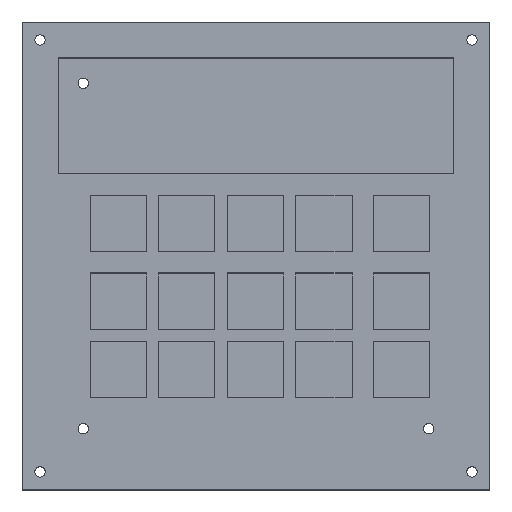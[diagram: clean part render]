
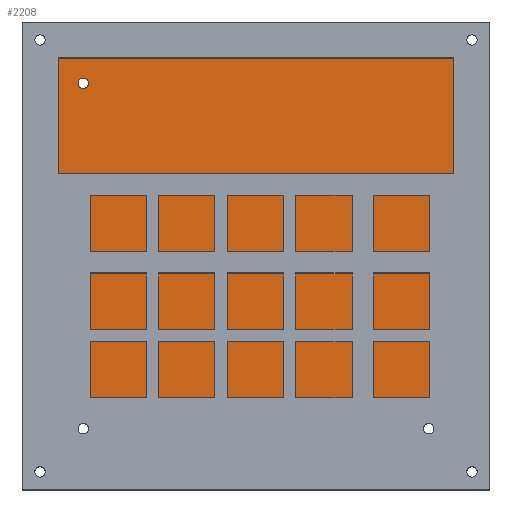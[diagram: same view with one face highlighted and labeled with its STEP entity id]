
A CAD part, top view. The second image highlights one B-rep face of the part: STEP entity #2208.
In plain terms, the highlighted planar face has unit normal (0, 0, 1).
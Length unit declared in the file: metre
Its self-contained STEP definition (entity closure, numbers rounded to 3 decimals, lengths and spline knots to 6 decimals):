
#31=CIRCLE('',#2349,0.00145);
#33=CIRCLE('',#2352,0.00145);
#43=CIRCLE('',#2368,0.00145);
#120=ORIENTED_EDGE('',*,*,#712,.F.);
#121=ORIENTED_EDGE('',*,*,#713,.F.);
#122=ORIENTED_EDGE('',*,*,#685,.T.);
#123=ORIENTED_EDGE('',*,*,#714,.F.);
#124=ORIENTED_EDGE('',*,*,#686,.T.);
#125=ORIENTED_EDGE('',*,*,#715,.T.);
#126=ORIENTED_EDGE('',*,*,#698,.F.);
#127=ORIENTED_EDGE('',*,*,#696,.F.);
#128=ORIENTED_EDGE('',*,*,#710,.F.);
#685=EDGE_CURVE('',#977,#983,#1193,.T.);
#686=EDGE_CURVE('',#984,#985,#1194,.T.);
#696=EDGE_CURVE('',#992,#992,#31,.T.);
#698=EDGE_CURVE('',#994,#994,#33,.T.);
#710=EDGE_CURVE('',#1004,#1004,#43,.T.);
#712=EDGE_CURVE('',#1006,#1007,#1206,.T.);
#713=EDGE_CURVE('',#977,#1006,#1207,.T.);
#714=EDGE_CURVE('',#984,#983,#1208,.T.);
#715=EDGE_CURVE('',#985,#1007,#1209,.T.);
#977=VERTEX_POINT('',#3058);
#983=VERTEX_POINT('',#3070);
#984=VERTEX_POINT('',#3074);
#985=VERTEX_POINT('',#3075);
#992=VERTEX_POINT('',#3095);
#994=VERTEX_POINT('',#3100);
#1004=VERTEX_POINT('',#3128);
#1006=VERTEX_POINT('',#3133);
#1007=VERTEX_POINT('',#3134);
#1193=LINE('',#3071,#1457);
#1194=LINE('',#3073,#1458);
#1206=LINE('',#3132,#1470);
#1207=LINE('',#3135,#1471);
#1208=LINE('',#3136,#1472);
#1209=LINE('',#3137,#1473);
#1457=VECTOR('',#2503,1.);
#1458=VECTOR('',#2506,1.);
#1470=VECTOR('',#2568,1.);
#1471=VECTOR('',#2569,1.);
#1472=VECTOR('',#2570,1.);
#1473=VECTOR('',#2571,1.);
#1733=EDGE_LOOP('',(#120,#121,#122,#123,#124,#125));
#1734=EDGE_LOOP('',(#126));
#1735=EDGE_LOOP('',(#127));
#1736=EDGE_LOOP('',(#128));
#1927=FACE_BOUND('',#1733,.T.);
#1928=FACE_BOUND('',#1734,.T.);
#1929=FACE_BOUND('',#1735,.T.);
#1930=FACE_BOUND('',#1736,.T.);
#2107=PLANE('',#2370);
#2208=ADVANCED_FACE('',(#1927,#1928,#1929,#1930),#2107,.T.);
#2349=AXIS2_PLACEMENT_3D('',#3094,#2522,#2523);
#2352=AXIS2_PLACEMENT_3D('',#3099,#2528,#2529);
#2368=AXIS2_PLACEMENT_3D('',#3127,#2562,#2563);
#2370=AXIS2_PLACEMENT_3D('',#3131,#2566,#2567);
#2503=DIRECTION('',(-1.,0.,0.));
#2506=DIRECTION('',(-1.,0.,0.));
#2522=DIRECTION('',(0.,0.,1.));
#2523=DIRECTION('',(1.,0.,0.));
#2528=DIRECTION('',(0.,0.,1.));
#2529=DIRECTION('',(1.,0.,0.));
#2562=DIRECTION('',(0.,0.,1.));
#2563=DIRECTION('',(1.,0.,0.));
#2566=DIRECTION('',(0.,0.,1.));
#2567=DIRECTION('',(1.,0.,0.));
#2568=DIRECTION('',(-1.,0.,0.));
#2569=DIRECTION('',(0.,-1.,0.));
#2570=DIRECTION('',(0.,1.,0.));
#2571=DIRECTION('',(0.,-1.,0.));
#3058=CARTESIAN_POINT('',(0.055,0.065,0.003));
#3070=CARTESIAN_POINT('',(0.025,0.065,0.003));
#3071=CARTESIAN_POINT('',(0.04,0.065,0.003));
#3073=CARTESIAN_POINT('',(0.,0.055,0.003));
#3074=CARTESIAN_POINT('',(0.025,0.055,0.003));
#3075=CARTESIAN_POINT('',(-0.055,0.055,0.003));
#3094=CARTESIAN_POINT('',(-0.048,-0.048,0.003));
#3095=CARTESIAN_POINT('',(-0.04655,-0.048,0.003));
#3099=CARTESIAN_POINT('',(-0.048,0.048,0.003));
#3100=CARTESIAN_POINT('',(-0.04655,0.048,0.003));
#3127=CARTESIAN_POINT('',(0.048,-0.048,0.003));
#3128=CARTESIAN_POINT('',(0.04945,-0.048,0.003));
#3131=CARTESIAN_POINT('',(0.,0.,0.003));
#3132=CARTESIAN_POINT('',(0.,-0.055,0.003));
#3133=CARTESIAN_POINT('',(0.055,-0.055,0.003));
#3134=CARTESIAN_POINT('',(-0.055,-0.055,0.003));
#3135=CARTESIAN_POINT('',(0.055,0.038979,0.003));
#3136=CARTESIAN_POINT('',(0.025,0.04,0.003));
#3137=CARTESIAN_POINT('',(-0.055,-0.016021,0.003));
